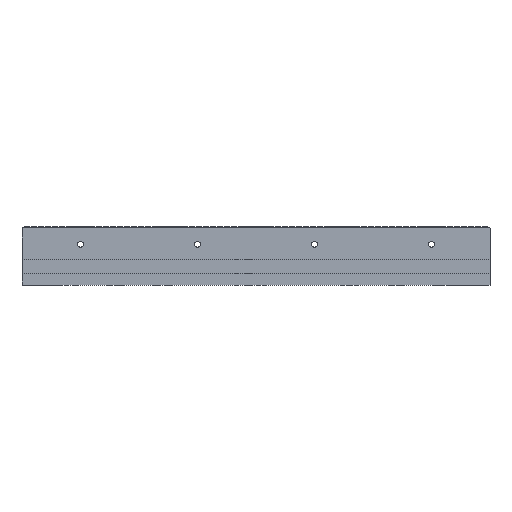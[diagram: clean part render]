
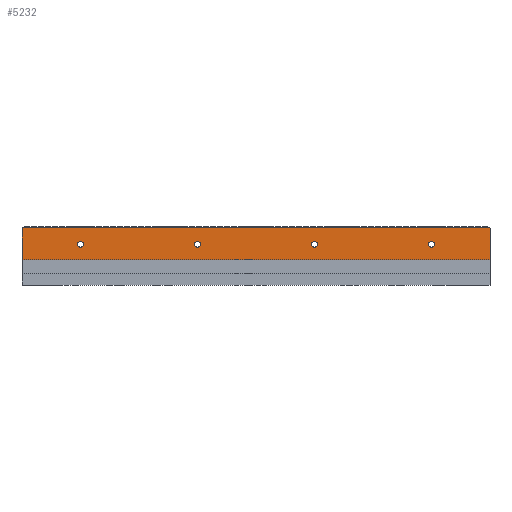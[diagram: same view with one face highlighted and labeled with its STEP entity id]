
A CAD part, left-side view. The second image highlights one B-rep face of the part: STEP entity #5232.
In plain terms, the highlighted planar face has unit normal (-1, 0, 0).
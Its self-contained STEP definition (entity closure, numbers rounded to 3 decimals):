
#5232 = ADVANCED_FACE( '', ( #10556, #10557, #10558, #10559, #10560 ), #10561, .F. );
#10556 = FACE_BOUND( '', #15905, .T. );
#10557 = FACE_BOUND( '', #15906, .T. );
#10558 = FACE_BOUND( '', #15907, .T. );
#10559 = FACE_BOUND( '', #15908, .T. );
#10560 = FACE_OUTER_BOUND( '', #15909, .T. );
#10561 = PLANE( '', #15910 );
#15905 = EDGE_LOOP( '', ( #33168 ) );
#15906 = EDGE_LOOP( '', ( #33169 ) );
#15907 = EDGE_LOOP( '', ( #33170 ) );
#15908 = EDGE_LOOP( '', ( #33171 ) );
#15909 = EDGE_LOOP( '', ( #33172, #33173, #33174, #33175, #33176, #33177 ) );
#15910 = AXIS2_PLACEMENT_3D( '', #33178, #33179, #33180 );
#33168 = ORIENTED_EDGE( '', *, *, #37039, .F. );
#33169 = ORIENTED_EDGE( '', *, *, #36068, .F. );
#33170 = ORIENTED_EDGE( '', *, *, #34280, .F. );
#33171 = ORIENTED_EDGE( '', *, *, #39228, .F. );
#33172 = ORIENTED_EDGE( '', *, *, #39879, .T. );
#33173 = ORIENTED_EDGE( '', *, *, #35445, .F. );
#33174 = ORIENTED_EDGE( '', *, *, #36968, .T. );
#33175 = ORIENTED_EDGE( '', *, *, #35833, .T. );
#33176 = ORIENTED_EDGE( '', *, *, #36830, .F. );
#33177 = ORIENTED_EDGE( '', *, *, #36301, .F. );
#33178 = CARTESIAN_POINT( '', ( -25., -200., 25. ) );
#33179 = DIRECTION( '', ( 1., 0., 0. ) );
#33180 = DIRECTION( '', ( 0., 0., -1. ) );
#34280 = EDGE_CURVE( '', #41904, #41904, #41905, .T. );
#35445 = EDGE_CURVE( '', #43896, #43898, #43899, .T. );
#35833 = EDGE_CURVE( '', #44534, #44532, #44535, .T. );
#36068 = EDGE_CURVE( '', #44914, #44914, #44915, .T. );
#36301 = EDGE_CURVE( '', #45280, #45283, #45284, .T. );
#36830 = EDGE_CURVE( '', #45283, #44532, #46114, .T. );
#36968 = EDGE_CURVE( '', #43896, #44534, #46319, .T. );
#37039 = EDGE_CURVE( '', #46431, #46431, #46432, .T. );
#39228 = EDGE_CURVE( '', #49516, #49516, #49517, .T. );
#39879 = EDGE_CURVE( '', #45280, #43898, #50283, .T. );
#41904 = VERTEX_POINT( '', #53029 );
#41905 = CIRCLE( '', #53030, 2.5 );
#43896 = VERTEX_POINT( '', #55916 );
#43898 = VERTEX_POINT( '', #55919 );
#43899 = LINE( '', #55920, #55921 );
#44532 = VERTEX_POINT( '', #56851 );
#44534 = VERTEX_POINT( '', #56854 );
#44535 = LINE( '', #56855, #56856 );
#44914 = VERTEX_POINT( '', #57418 );
#44915 = CIRCLE( '', #57419, 2.5 );
#45280 = VERTEX_POINT( '', #57958 );
#45283 = VERTEX_POINT( '', #57962 );
#45284 = LINE( '', #57963, #57964 );
#46114 = LINE( '', #59193, #59194 );
#46319 = LINE( '', #59497, #59498 );
#46431 = VERTEX_POINT( '', #59667 );
#46432 = CIRCLE( '', #59668, 2.5 );
#49516 = VERTEX_POINT( '', #64460 );
#49517 = CIRCLE( '', #64461, 2.5 );
#50283 = LINE( '', #65659, #65660 );
#53029 = CARTESIAN_POINT( '', ( -25., 152.5, 10. ) );
#53030 = AXIS2_PLACEMENT_3D( '', #67070, #67071, #67072 );
#55916 = CARTESIAN_POINT( '', ( -25., 200., 23.25 ) );
#55919 = CARTESIAN_POINT( '', ( -25., 199.25, 24. ) );
#55920 = CARTESIAN_POINT( '', ( -25., 200., 23.25 ) );
#55921 = VECTOR( '', #68083, 1000. );
#56851 = CARTESIAN_POINT( '', ( -25., -200., -3. ) );
#56854 = CARTESIAN_POINT( '', ( -25., 200., -3. ) );
#56855 = CARTESIAN_POINT( '', ( -25., 200., -3. ) );
#56856 = VECTOR( '', #68406, 1000. );
#57418 = CARTESIAN_POINT( '', ( -25., -47.5, 10. ) );
#57419 = AXIS2_PLACEMENT_3D( '', #68587, #68588, #68589 );
#57958 = CARTESIAN_POINT( '', ( -25., -199.25, 24. ) );
#57962 = CARTESIAN_POINT( '', ( -25., -200., 23.25 ) );
#57963 = CARTESIAN_POINT( '', ( -25., -198.25, 25. ) );
#57964 = VECTOR( '', #68771, 1000. );
#59193 = CARTESIAN_POINT( '', ( -25., -200., 25. ) );
#59194 = VECTOR( '', #69201, 1000. );
#59497 = CARTESIAN_POINT( '', ( -25., 200., 25. ) );
#59498 = VECTOR( '', #69315, 1000. );
#59667 = CARTESIAN_POINT( '', ( -25., 52.5, 10. ) );
#59668 = AXIS2_PLACEMENT_3D( '', #69373, #69374, #69375 );
#64460 = CARTESIAN_POINT( '', ( -25., -147.5, 10. ) );
#64461 = AXIS2_PLACEMENT_3D( '', #71195, #71196, #71197 );
#65659 = CARTESIAN_POINT( '', ( -25., -200., 24. ) );
#65660 = VECTOR( '', #71651, 1000. );
#67070 = CARTESIAN_POINT( '', ( -25., 150., 10. ) );
#67071 = DIRECTION( '', ( -1., 0., 0. ) );
#67072 = DIRECTION( '', ( 0., 1., 0. ) );
#68083 = DIRECTION( '', ( 0., -0.707, 0.707 ) );
#68406 = DIRECTION( '', ( 0., -1., 0. ) );
#68587 = CARTESIAN_POINT( '', ( -25., -50., 10. ) );
#68588 = DIRECTION( '', ( -1., 0., 0. ) );
#68589 = DIRECTION( '', ( 0., 1., 0. ) );
#68771 = DIRECTION( '', ( 0., -0.707, -0.707 ) );
#69201 = DIRECTION( '', ( 0., 0., -1. ) );
#69315 = DIRECTION( '', ( 0., 0., -1. ) );
#69373 = CARTESIAN_POINT( '', ( -25., 50., 10. ) );
#69374 = DIRECTION( '', ( -1., 0., 0. ) );
#69375 = DIRECTION( '', ( 0., 1., 0. ) );
#71195 = CARTESIAN_POINT( '', ( -25., -150., 10. ) );
#71196 = DIRECTION( '', ( -1., 0., 0. ) );
#71197 = DIRECTION( '', ( 0., 1., 0. ) );
#71651 = DIRECTION( '', ( 0., 1., 0. ) );
